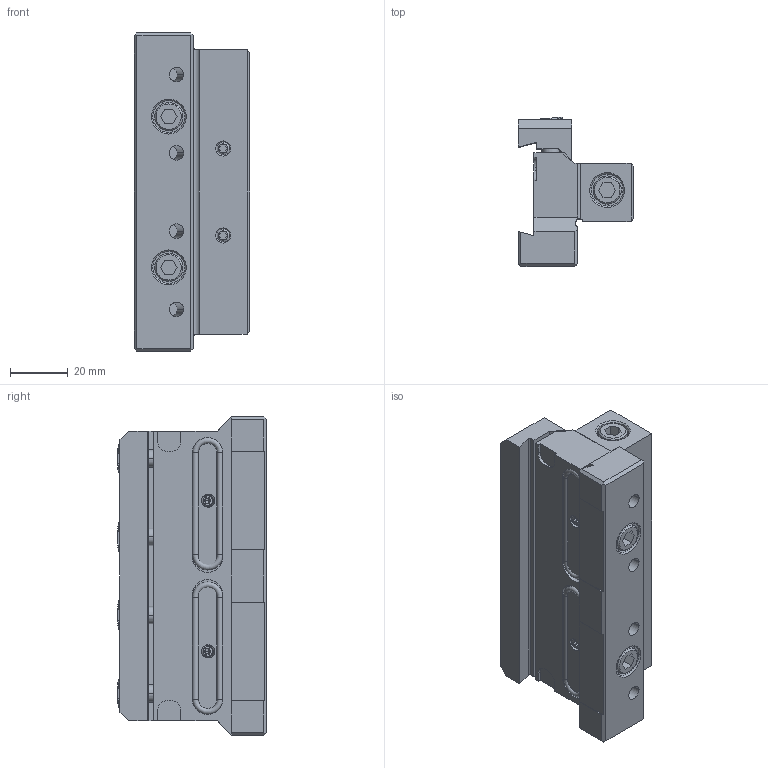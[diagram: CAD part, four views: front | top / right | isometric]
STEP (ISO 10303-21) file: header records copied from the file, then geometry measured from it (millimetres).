
FILE_DESCRIPTION(/* description */ (''),/* implementation_level */ '2;1');
FILE_NAME(/* name */ 'GWTBN2020-B32-C.stp',/* time_stamp */ '2018-07-17T10:24:49+09:00',/* author */ (''),/* organization */ (''),/* preprocessor_version */ 'ST-DEVELOPER v16',/* originating_system */ 'SIEMENS PLM Software NX 10.0',/* authorisation */ '');
FILE_SCHEMA (('AUTOMOTIVE_DESIGN { 1 0 10303 214 3 1 1 1 }'));
Length unit declared in the file: millimetre
Products named in the file (1): GWTBN2020-B32-C_ASM
Bounding box: 40 x 51.46 x 110 mm (x, y, z)
Volume: 113997 mm3; surface area: 39335.2 mm2
Topology: 16 solids, 16 shells, 434 faces, 1080 edges, 692 vertices
Faces by surface type: plane 188, cylinder 150, cone 64, torus 28, sphere 4
Entity records: 14315 total; most frequent: CARTESIAN_POINT 3167, DIRECTION 2434, ORIENTED_EDGE 2144, EDGE_CURVE 1072, AXIS2_PLACEMENT_3D 925, VERTEX_POINT 692, LINE 584, VECTOR 584
